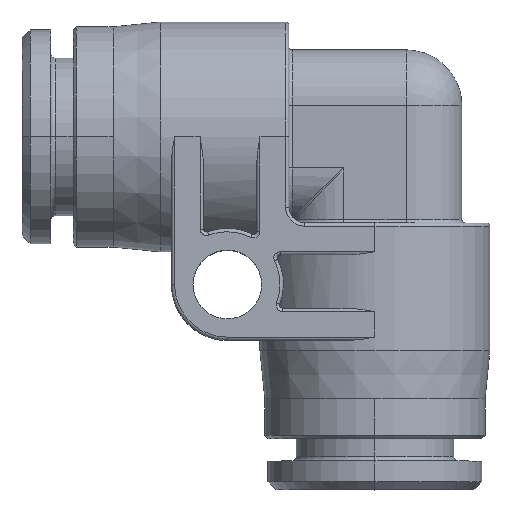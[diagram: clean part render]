
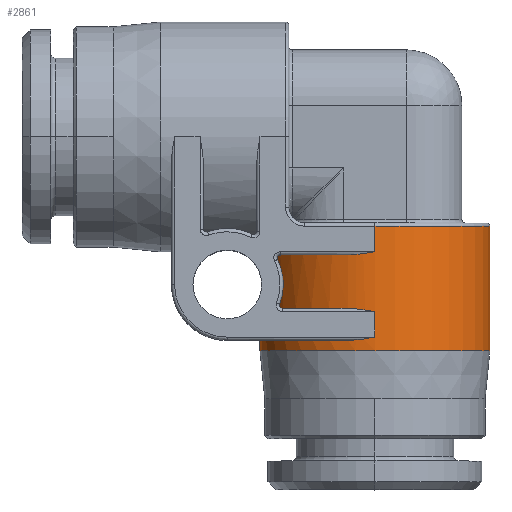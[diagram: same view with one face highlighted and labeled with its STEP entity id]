
A CAD part, top view. The second image highlights one B-rep face of the part: STEP entity #2861.
In plain terms, the highlighted cylindrical face has radius 7.2 mm (diameter 14.4 mm), a partial arc.
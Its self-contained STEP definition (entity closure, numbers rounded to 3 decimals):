
#84=DIRECTION('',(0.,1.,0.));
#85=VECTOR('',#84,1.6);
#86=CARTESIAN_POINT('',(0.,-7.2,7.2));
#87=LINE('',#86,#85);
#111=DIRECTION('',(0.,1.,0.));
#112=VECTOR('',#111,1.6);
#113=CARTESIAN_POINT('',(0.,-12.55,7.2));
#114=LINE('',#113,#112);
#316=CARTESIAN_POINT('',(-6.117,-7.689,3.797));
#317=CARTESIAN_POINT('',(-6.034,-7.856,3.931));
#318=CARTESIAN_POINT('',(-5.892,-8.209,4.142));
#319=CARTESIAN_POINT('',(-5.766,-8.775,4.312));
#320=CARTESIAN_POINT('',(-5.736,-9.355,4.352));
#321=CARTESIAN_POINT('',(-5.801,-9.932,4.266));
#322=CARTESIAN_POINT('',(-5.906,-10.302,4.119));
#323=CARTESIAN_POINT('',(-5.973,-10.48,4.02));
#383=CARTESIAN_POINT('',(0.,-12.55,7.2));
#384=CARTESIAN_POINT('',(-0.069,-12.561,7.2));
#385=CARTESIAN_POINT('',(-0.206,-12.584,
7.198));
#386=CARTESIAN_POINT('',(-0.413,-12.618,
7.189));
#387=CARTESIAN_POINT('',(-0.619,-12.65,
7.174));
#388=CARTESIAN_POINT('',(-0.826,-12.68,
7.154));
#389=CARTESIAN_POINT('',(-1.03,-12.706,7.127));
#390=CARTESIAN_POINT('',(-1.238,-12.728,7.094));
#391=CARTESIAN_POINT('',(-1.453,-12.745,7.053));
#392=CARTESIAN_POINT('',(-1.607,-12.75,7.019));
#393=CARTESIAN_POINT('',(-1.685,-12.75,7.));
#399=CARTESIAN_POINT('',(0.,-12.75,0.));
#400=DIRECTION('',(0.,1.,0.));
#401=DIRECTION('',(-1.,0.,0.));
#402=AXIS2_PLACEMENT_3D('',#399,#400,#401);
#417=CARTESIAN_POINT('',(0.,-5.6,0.));
#418=DIRECTION('',(0.,1.,0.));
#419=DIRECTION('',(0.,0.,1.));
#420=AXIS2_PLACEMENT_3D('',#417,#418,#419);
#422=CARTESIAN_POINT('',(-5.786,-10.75,4.285));
#423=CARTESIAN_POINT('',(-5.808,-10.75,4.256));
#424=CARTESIAN_POINT('',(-5.848,-10.743,4.2));
#425=CARTESIAN_POINT('',(-5.902,-10.717,4.125));
#426=CARTESIAN_POINT('',(-5.946,-10.675,4.06));
#427=CARTESIAN_POINT('',(-5.978,-10.619,4.013));
#428=CARTESIAN_POINT('',(-5.99,-10.547,3.995));
#429=CARTESIAN_POINT('',(-5.982,-10.502,4.008));
#430=CARTESIAN_POINT('',(-5.973,-10.48,4.02));
#432=CARTESIAN_POINT('',(-6.117,-7.689,3.797));
#433=CARTESIAN_POINT('',(-6.129,-7.666,3.779));
#434=CARTESIAN_POINT('',(-6.143,-7.621,3.756));
#435=CARTESIAN_POINT('',(-6.133,-7.535,3.772));
#436=CARTESIAN_POINT('',(-6.1,-7.479,3.824));
#437=CARTESIAN_POINT('',(-6.063,-7.441,3.883));
#438=CARTESIAN_POINT('',(-6.022,-7.417,3.946));
#439=CARTESIAN_POINT('',(-5.981,-7.403,4.009));
#440=CARTESIAN_POINT('',(-5.952,-7.4,4.051));
#441=CARTESIAN_POINT('',(-5.938,-7.4,4.071));
#1579=CARTESIAN_POINT('',(0.,-13.4,0.));
#1580=DIRECTION('',(0.,1.,0.));
#1581=DIRECTION('',(-1.,0.,0.));
#1582=AXIS2_PLACEMENT_3D('',#1579,#1580,#1581);
#1632=DIRECTION('',(0.,-1.,0.));
#1633=VECTOR('',#1632,0.65);
#1634=CARTESIAN_POINT('',(-7.2,-12.75,0.));
#1635=LINE('',#1634,#1633);
#1636=DIRECTION('',(0.,-1.,0.));
#1637=VECTOR('',#1636,7.8);
#1638=CARTESIAN_POINT('',(7.2,-5.6,0.));
#1639=LINE('',#1638,#1637);
#1689=CARTESIAN_POINT('',(0.,-10.75,0.));
#1690=DIRECTION('',(0.,1.,0.));
#1691=DIRECTION('',(-0.804,0.,0.595));
#1692=AXIS2_PLACEMENT_3D('',#1689,#1690,#1691);
#1703=CARTESIAN_POINT('',(-1.685,-10.75,7.));
#1704=CARTESIAN_POINT('',(-1.564,-10.75,7.029));
#1705=CARTESIAN_POINT('',(-1.313,-10.762,
7.083));
#1706=CARTESIAN_POINT('',(-0.907,-10.807,
7.147));
#1707=CARTESIAN_POINT('',(-0.471,-10.872,
7.189));
#1708=CARTESIAN_POINT('',(-0.16,-10.923,7.2));
#1709=CARTESIAN_POINT('',(0.,-10.95,7.2));
#1731=CARTESIAN_POINT('',(0.,-7.2,7.2));
#1732=CARTESIAN_POINT('',(-0.069,-7.211,7.2));
#1733=CARTESIAN_POINT('',(-0.206,-7.234,
7.198));
#1734=CARTESIAN_POINT('',(-0.413,-7.268,
7.189));
#1735=CARTESIAN_POINT('',(-0.619,-7.3,
7.174));
#1736=CARTESIAN_POINT('',(-0.826,-7.33,
7.154));
#1737=CARTESIAN_POINT('',(-1.03,-7.356,
7.127));
#1738=CARTESIAN_POINT('',(-1.238,-7.378,
7.094));
#1739=CARTESIAN_POINT('',(-1.453,-7.395,
7.053));
#1740=CARTESIAN_POINT('',(-1.607,-7.4,7.019));
#1741=CARTESIAN_POINT('',(-1.685,-7.4,7.));
#1747=CARTESIAN_POINT('',(0.,-7.4,0.));
#1748=DIRECTION('',(0.,1.,0.));
#1749=DIRECTION('',(-0.825,0.,0.565));
#1750=AXIS2_PLACEMENT_3D('',#1747,#1748,#1749);
#1997=CARTESIAN_POINT('',(-7.2,-13.4,0.));
#1998=CARTESIAN_POINT('',(7.2,-13.4,0.));
#1999=VERTEX_POINT('',#1997);
#2000=VERTEX_POINT('',#1998);
#2067=VERTEX_POINT('',#422);
#2068=VERTEX_POINT('',#430);
#2073=VERTEX_POINT('',#432);
#2074=VERTEX_POINT('',#441);
#2090=CARTESIAN_POINT('',(-1.685,-12.75,7.));
#2092=VERTEX_POINT('',#2090);
#2094=CARTESIAN_POINT('',(0.,-12.55,7.2));
#2096=VERTEX_POINT('',#2094);
#2106=CARTESIAN_POINT('',(-1.685,-7.4,7.));
#2108=VERTEX_POINT('',#2106);
#2110=CARTESIAN_POINT('',(0.,-7.2,7.2));
#2112=VERTEX_POINT('',#2110);
#2125=CARTESIAN_POINT('',(0.,-10.95,7.2));
#2126=VERTEX_POINT('',#2125);
#2127=CARTESIAN_POINT('',(-1.685,-10.75,7.));
#2128=VERTEX_POINT('',#2127);
#2229=CARTESIAN_POINT('',(0.,-5.6,7.2));
#2230=VERTEX_POINT('',#2229);
#2295=CARTESIAN_POINT('',(7.2,-5.6,0.));
#2296=VERTEX_POINT('',#2295);
#2299=CARTESIAN_POINT('',(-7.2,-12.75,0.));
#2300=VERTEX_POINT('',#2299);
#2829=CARTESIAN_POINT('',(0.,-16.95,0.));
#2830=DIRECTION('',(0.,1.,0.));
#2831=DIRECTION('',(1.,0.,0.));
#2832=AXIS2_PLACEMENT_3D('',#2829,#2830,#2831);
#2833=CYLINDRICAL_SURFACE('',#2832,7.2);
#2834=ORIENTED_EDGE('',*,*,#2476,.T.);
#2836=ORIENTED_EDGE('',*,*,#2835,.T.);
#2838=ORIENTED_EDGE('',*,*,#2837,.T.);
#2840=ORIENTED_EDGE('',*,*,#2839,.F.);
#2842=ORIENTED_EDGE('',*,*,#2841,.F.);
#2843=ORIENTED_EDGE('',*,*,#2819,.T.);
#2844=ORIENTED_EDGE('',*,*,#2808,.F.);
#2845=ORIENTED_EDGE('',*,*,#2488,.T.);
#2847=ORIENTED_EDGE('',*,*,#2846,.F.);
#2849=ORIENTED_EDGE('',*,*,#2848,.F.);
#2851=ORIENTED_EDGE('',*,*,#2850,.T.);
#2852=ORIENTED_EDGE('',*,*,#2734,.F.);
#2854=ORIENTED_EDGE('',*,*,#2853,.T.);
#2856=ORIENTED_EDGE('',*,*,#2855,.T.);
#2858=ORIENTED_EDGE('',*,*,#2857,.F.);
#2859=EDGE_LOOP('',(#2834,#2836,#2838,#2840,#2842,#2843,#2844,#2845,#2847,#2849,
#2851,#2852,#2854,#2856,#2858));
#2860=FACE_OUTER_BOUND('',#2859,.F.);
#2861=ADVANCED_FACE('',(#2860),#2833,.T.);
#324=B_SPLINE_CURVE_WITH_KNOTS('',3,(#316,#317,#318,#319,#320,#321,#322,#323),
.UNSPECIFIED.,.F.,.F.,(4,1,1,1,1,4),(0.,0.2,0.4,0.6,0.8,1.),
.UNSPECIFIED.);
#394=B_SPLINE_CURVE_WITH_KNOTS('',3,(#383,#384,#385,#386,#387,#388,#389,#390,
#391,#392,#393),.UNSPECIFIED.,.F.,.F.,(4,1,1,1,1,1,1,1,4),(0.,0.125,0.25,
0.375,0.5,0.625,0.75,0.875,1.),.UNSPECIFIED.);
#403=CIRCLE('',#402,7.2);
#421=CIRCLE('',#420,7.2);
#431=B_SPLINE_CURVE_WITH_KNOTS('',3,(#422,#423,#424,#425,#426,#427,#428,#429,
#430),.UNSPECIFIED.,.F.,.F.,(4,1,1,1,1,1,4),(0.,0.167,
0.333,0.5,0.667,0.833,1.),
.UNSPECIFIED.);
#442=B_SPLINE_CURVE_WITH_KNOTS('',3,(#432,#433,#434,#435,#436,#437,#438,#439,
#440,#441),.UNSPECIFIED.,.F.,.F.,(4,1,1,1,1,1,1,4),(0.,0.143,
0.286,0.429,0.571,0.714,
0.857,1.),.UNSPECIFIED.);
#1583=CIRCLE('',#1582,7.2);
#1693=CIRCLE('',#1692,7.2);
#1710=B_SPLINE_CURVE_WITH_KNOTS('',3,(#1703,#1704,#1705,#1706,#1707,#1708,
#1709),.UNSPECIFIED.,.F.,.F.,(4,1,1,1,4),(0.,0.25,0.5,0.75,1.),
.UNSPECIFIED.);
#1742=B_SPLINE_CURVE_WITH_KNOTS('',3,(#1731,#1732,#1733,#1734,#1735,#1736,#1737,
#1738,#1739,#1740,#1741),.UNSPECIFIED.,.F.,.F.,(4,1,1,1,1,1,1,1,4),(0.,
0.125,0.25,0.375,0.5,0.625,0.75,0.875,1.),.UNSPECIFIED.);
#1751=CIRCLE('',#1750,7.2);
#2476=EDGE_CURVE('',#2112,#2230,#87,.T.);
#2488=EDGE_CURVE('',#2096,#2126,#114,.T.);
#2734=EDGE_CURVE('',#2073,#2068,#324,.T.);
#2808=EDGE_CURVE('',#2096,#2092,#394,.T.);
#2819=EDGE_CURVE('',#2300,#2092,#403,.T.);
#2835=EDGE_CURVE('',#2230,#2296,#421,.T.);
#2837=EDGE_CURVE('',#2296,#2000,#1639,.T.);
#2839=EDGE_CURVE('',#1999,#2000,#1583,.T.);
#2841=EDGE_CURVE('',#2300,#1999,#1635,.T.);
#2846=EDGE_CURVE('',#2128,#2126,#1710,.T.);
#2848=EDGE_CURVE('',#2067,#2128,#1693,.T.);
#2850=EDGE_CURVE('',#2067,#2068,#431,.T.);
#2853=EDGE_CURVE('',#2073,#2074,#442,.T.);
#2855=EDGE_CURVE('',#2074,#2108,#1751,.T.);
#2857=EDGE_CURVE('',#2112,#2108,#1742,.T.);
